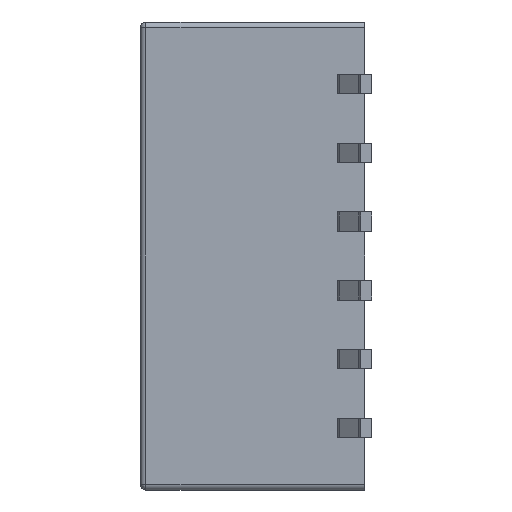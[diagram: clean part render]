
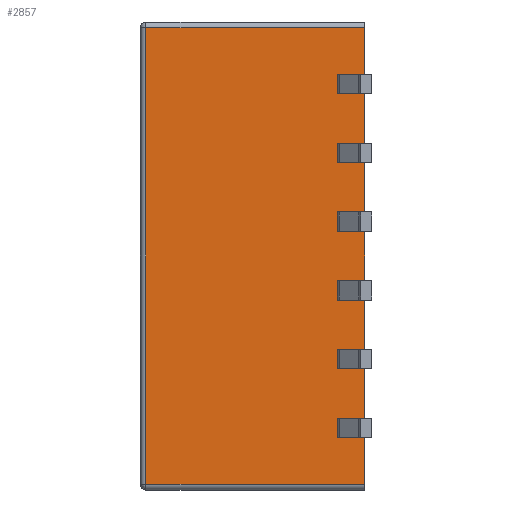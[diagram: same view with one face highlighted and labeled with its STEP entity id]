
A CAD part, left-side view. The second image highlights one B-rep face of the part: STEP entity #2857.
In plain terms, the highlighted planar face has unit normal (-1, 0, 0).
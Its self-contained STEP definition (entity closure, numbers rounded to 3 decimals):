
#19=DIRECTION('',(0.,0.,1.));
#20=VECTOR('',#19,16.6);
#21=CARTESIAN_POINT('',(-7.5,0.,-8.3));
#22=LINE('',#21,#20);
#45=DIRECTION('',(0.,1.,0.));
#46=VECTOR('',#45,0.4);
#47=CARTESIAN_POINT('',(-7.5,0.599,0.9));
#48=LINE('',#47,#46);
#49=DIRECTION('',(0.,0.,1.));
#50=VECTOR('',#49,0.7);
#51=CARTESIAN_POINT('',(-7.5,0.599,0.9));
#52=LINE('',#51,#50);
#53=DIRECTION('',(0.,1.,0.));
#54=VECTOR('',#53,0.4);
#55=CARTESIAN_POINT('',(-7.5,0.599,1.6));
#56=LINE('',#55,#54);
#57=DIRECTION('',(0.,0.,1.));
#58=VECTOR('',#57,0.7);
#59=CARTESIAN_POINT('',(-7.5,0.999,0.9));
#60=LINE('',#59,#58);
#61=DIRECTION('',(0.,1.,0.));
#62=VECTOR('',#61,0.4);
#63=CARTESIAN_POINT('',(-7.5,0.599,-1.6));
#64=LINE('',#63,#62);
#65=DIRECTION('',(0.,0.,1.));
#66=VECTOR('',#65,0.7);
#67=CARTESIAN_POINT('',(-7.5,0.599,-1.6));
#68=LINE('',#67,#66);
#69=DIRECTION('',(0.,1.,0.));
#70=VECTOR('',#69,0.4);
#71=CARTESIAN_POINT('',(-7.5,0.599,-0.9));
#72=LINE('',#71,#70);
#73=DIRECTION('',(0.,0.,1.));
#74=VECTOR('',#73,0.7);
#75=CARTESIAN_POINT('',(-7.5,0.999,-1.6));
#76=LINE('',#75,#74);
#77=DIRECTION('',(0.,1.,0.));
#78=VECTOR('',#77,0.4);
#79=CARTESIAN_POINT('',(-7.5,0.599,-4.1));
#80=LINE('',#79,#78);
#81=DIRECTION('',(0.,0.,1.));
#82=VECTOR('',#81,0.7);
#83=CARTESIAN_POINT('',(-7.5,0.599,-4.1));
#84=LINE('',#83,#82);
#85=DIRECTION('',(0.,1.,0.));
#86=VECTOR('',#85,0.4);
#87=CARTESIAN_POINT('',(-7.5,0.599,-3.4));
#88=LINE('',#87,#86);
#89=DIRECTION('',(0.,0.,1.));
#90=VECTOR('',#89,0.7);
#91=CARTESIAN_POINT('',(-7.5,0.999,-4.1));
#92=LINE('',#91,#90);
#93=DIRECTION('',(0.,1.,0.));
#94=VECTOR('',#93,0.4);
#95=CARTESIAN_POINT('',(-7.5,0.599,-6.6));
#96=LINE('',#95,#94);
#97=DIRECTION('',(0.,0.,1.));
#98=VECTOR('',#97,0.7);
#99=CARTESIAN_POINT('',(-7.5,0.599,-6.6));
#100=LINE('',#99,#98);
#101=DIRECTION('',(0.,1.,0.));
#102=VECTOR('',#101,0.4);
#103=CARTESIAN_POINT('',(-7.5,0.599,-5.9));
#104=LINE('',#103,#102);
#105=DIRECTION('',(0.,0.,1.));
#106=VECTOR('',#105,0.7);
#107=CARTESIAN_POINT('',(-7.5,0.999,-6.6));
#108=LINE('',#107,#106);
#109=DIRECTION('',(0.,1.,0.));
#110=VECTOR('',#109,0.4);
#111=CARTESIAN_POINT('',(-7.5,0.599,3.4));
#112=LINE('',#111,#110);
#113=DIRECTION('',(0.,0.,1.));
#114=VECTOR('',#113,0.7);
#115=CARTESIAN_POINT('',(-7.5,0.599,3.4));
#116=LINE('',#115,#114);
#117=DIRECTION('',(0.,1.,0.));
#118=VECTOR('',#117,0.4);
#119=CARTESIAN_POINT('',(-7.5,0.599,4.1));
#120=LINE('',#119,#118);
#121=DIRECTION('',(0.,0.,1.));
#122=VECTOR('',#121,0.7);
#123=CARTESIAN_POINT('',(-7.5,0.999,3.4));
#124=LINE('',#123,#122);
#125=DIRECTION('',(0.,1.,0.));
#126=VECTOR('',#125,0.4);
#127=CARTESIAN_POINT('',(-7.5,0.599,5.9));
#128=LINE('',#127,#126);
#129=DIRECTION('',(0.,0.,1.));
#130=VECTOR('',#129,0.7);
#131=CARTESIAN_POINT('',(-7.5,0.599,5.9));
#132=LINE('',#131,#130);
#133=DIRECTION('',(0.,1.,0.));
#134=VECTOR('',#133,0.4);
#135=CARTESIAN_POINT('',(-7.5,0.599,6.6));
#136=LINE('',#135,#134);
#137=DIRECTION('',(0.,0.,1.));
#138=VECTOR('',#137,0.7);
#139=CARTESIAN_POINT('',(-7.5,0.999,5.9));
#140=LINE('',#139,#138);
#141=DIRECTION('',(0.,-1.,0.));
#142=VECTOR('',#141,7.946);
#143=CARTESIAN_POINT('',(-7.5,7.946,8.3));
#144=LINE('',#143,#142);
#145=DIRECTION('',(0.,-1.,0.));
#146=VECTOR('',#145,7.946);
#147=CARTESIAN_POINT('',(-7.5,7.946,-8.3));
#148=LINE('',#147,#146);
#149=DIRECTION('',(0.,0.,1.));
#150=VECTOR('',#149,16.6);
#151=CARTESIAN_POINT('',(-7.5,7.946,-8.3));
#152=LINE('',#151,#150);
#2113=CARTESIAN_POINT('',(-7.5,0.599,0.9));
#2114=CARTESIAN_POINT('',(-7.5,0.999,0.9));
#2115=VERTEX_POINT('',#2113);
#2116=VERTEX_POINT('',#2114);
#2117=CARTESIAN_POINT('',(-7.5,0.599,1.6));
#2118=CARTESIAN_POINT('',(-7.5,0.999,1.6));
#2119=VERTEX_POINT('',#2117);
#2120=VERTEX_POINT('',#2118);
#2145=CARTESIAN_POINT('',(-7.5,0.599,-1.6));
#2146=CARTESIAN_POINT('',(-7.5,0.999,-1.6));
#2147=VERTEX_POINT('',#2145);
#2148=VERTEX_POINT('',#2146);
#2149=CARTESIAN_POINT('',(-7.5,0.599,-0.9));
#2150=CARTESIAN_POINT('',(-7.5,0.999,-0.9));
#2151=VERTEX_POINT('',#2149);
#2152=VERTEX_POINT('',#2150);
#2177=CARTESIAN_POINT('',(-7.5,0.599,-4.1));
#2178=CARTESIAN_POINT('',(-7.5,0.999,-4.1));
#2179=VERTEX_POINT('',#2177);
#2180=VERTEX_POINT('',#2178);
#2181=CARTESIAN_POINT('',(-7.5,0.599,-3.4));
#2182=CARTESIAN_POINT('',(-7.5,0.999,-3.4));
#2183=VERTEX_POINT('',#2181);
#2184=VERTEX_POINT('',#2182);
#2209=CARTESIAN_POINT('',(-7.5,0.599,-6.6));
#2210=CARTESIAN_POINT('',(-7.5,0.999,-6.6));
#2211=VERTEX_POINT('',#2209);
#2212=VERTEX_POINT('',#2210);
#2213=CARTESIAN_POINT('',(-7.5,0.599,-5.9));
#2214=CARTESIAN_POINT('',(-7.5,0.999,-5.9));
#2215=VERTEX_POINT('',#2213);
#2216=VERTEX_POINT('',#2214);
#2241=CARTESIAN_POINT('',(-7.5,0.599,3.4));
#2242=CARTESIAN_POINT('',(-7.5,0.999,3.4));
#2243=VERTEX_POINT('',#2241);
#2244=VERTEX_POINT('',#2242);
#2245=CARTESIAN_POINT('',(-7.5,0.599,4.1));
#2246=CARTESIAN_POINT('',(-7.5,0.999,4.1));
#2247=VERTEX_POINT('',#2245);
#2248=VERTEX_POINT('',#2246);
#2273=CARTESIAN_POINT('',(-7.5,0.599,5.9));
#2274=CARTESIAN_POINT('',(-7.5,0.999,5.9));
#2275=VERTEX_POINT('',#2273);
#2276=VERTEX_POINT('',#2274);
#2277=CARTESIAN_POINT('',(-7.5,0.599,6.6));
#2278=CARTESIAN_POINT('',(-7.5,0.999,6.6));
#2279=VERTEX_POINT('',#2277);
#2280=VERTEX_POINT('',#2278);
#2698=CARTESIAN_POINT('',(-7.5,0.,8.3));
#2700=VERTEX_POINT('',#2698);
#2701=CARTESIAN_POINT('',(-7.5,7.946,8.3));
#2702=VERTEX_POINT('',#2701);
#2703=CARTESIAN_POINT('',(-7.5,7.946,-8.3));
#2704=VERTEX_POINT('',#2703);
#2707=CARTESIAN_POINT('',(-7.5,0.,-8.3));
#2709=VERTEX_POINT('',#2707);
#2784=CARTESIAN_POINT('',(-7.5,0.,-8.5));
#2785=DIRECTION('',(-1.,0.,0.));
#2786=DIRECTION('',(0.,0.,1.));
#2787=AXIS2_PLACEMENT_3D('',#2784,#2785,#2786);
#2788=PLANE('',#2787);
#2789=ORIENTED_EDGE('',*,*,#2775,.T.);
#2790=ORIENTED_EDGE('',*,*,#2744,.F.);
#2792=ORIENTED_EDGE('',*,*,#2791,.F.);
#2794=ORIENTED_EDGE('',*,*,#2793,.T.);
#2795=EDGE_LOOP('',(#2789,#2790,#2792,#2794));
#2796=FACE_OUTER_BOUND('',#2795,.F.);
#2798=ORIENTED_EDGE('',*,*,#2797,.F.);
#2800=ORIENTED_EDGE('',*,*,#2799,.T.);
#2802=ORIENTED_EDGE('',*,*,#2801,.T.);
#2804=ORIENTED_EDGE('',*,*,#2803,.F.);
#2805=EDGE_LOOP('',(#2798,#2800,#2802,#2804));
#2806=FACE_BOUND('',#2805,.F.);
#2808=ORIENTED_EDGE('',*,*,#2807,.F.);
#2810=ORIENTED_EDGE('',*,*,#2809,.T.);
#2812=ORIENTED_EDGE('',*,*,#2811,.T.);
#2814=ORIENTED_EDGE('',*,*,#2813,.F.);
#2815=EDGE_LOOP('',(#2808,#2810,#2812,#2814));
#2816=FACE_BOUND('',#2815,.F.);
#2818=ORIENTED_EDGE('',*,*,#2817,.F.);
#2820=ORIENTED_EDGE('',*,*,#2819,.T.);
#2822=ORIENTED_EDGE('',*,*,#2821,.T.);
#2824=ORIENTED_EDGE('',*,*,#2823,.F.);
#2825=EDGE_LOOP('',(#2818,#2820,#2822,#2824));
#2826=FACE_BOUND('',#2825,.F.);
#2828=ORIENTED_EDGE('',*,*,#2827,.F.);
#2830=ORIENTED_EDGE('',*,*,#2829,.T.);
#2832=ORIENTED_EDGE('',*,*,#2831,.T.);
#2834=ORIENTED_EDGE('',*,*,#2833,.F.);
#2835=EDGE_LOOP('',(#2828,#2830,#2832,#2834));
#2836=FACE_BOUND('',#2835,.F.);
#2838=ORIENTED_EDGE('',*,*,#2837,.F.);
#2840=ORIENTED_EDGE('',*,*,#2839,.T.);
#2842=ORIENTED_EDGE('',*,*,#2841,.T.);
#2844=ORIENTED_EDGE('',*,*,#2843,.F.);
#2845=EDGE_LOOP('',(#2838,#2840,#2842,#2844));
#2846=FACE_BOUND('',#2845,.F.);
#2848=ORIENTED_EDGE('',*,*,#2847,.F.);
#2850=ORIENTED_EDGE('',*,*,#2849,.T.);
#2852=ORIENTED_EDGE('',*,*,#2851,.T.);
#2854=ORIENTED_EDGE('',*,*,#2853,.F.);
#2855=EDGE_LOOP('',(#2848,#2850,#2852,#2854));
#2856=FACE_BOUND('',#2855,.F.);
#2744=EDGE_CURVE('',#2709,#2700,#22,.T.);
#2775=EDGE_CURVE('',#2702,#2700,#144,.T.);
#2791=EDGE_CURVE('',#2704,#2709,#148,.T.);
#2793=EDGE_CURVE('',#2704,#2702,#152,.T.);
#2797=EDGE_CURVE('',#2147,#2148,#64,.T.);
#2799=EDGE_CURVE('',#2147,#2151,#68,.T.);
#2801=EDGE_CURVE('',#2151,#2152,#72,.T.);
#2803=EDGE_CURVE('',#2148,#2152,#76,.T.);
#2807=EDGE_CURVE('',#2179,#2180,#80,.T.);
#2809=EDGE_CURVE('',#2179,#2183,#84,.T.);
#2811=EDGE_CURVE('',#2183,#2184,#88,.T.);
#2813=EDGE_CURVE('',#2180,#2184,#92,.T.);
#2817=EDGE_CURVE('',#2211,#2212,#96,.T.);
#2819=EDGE_CURVE('',#2211,#2215,#100,.T.);
#2821=EDGE_CURVE('',#2215,#2216,#104,.T.);
#2823=EDGE_CURVE('',#2212,#2216,#108,.T.);
#2827=EDGE_CURVE('',#2243,#2244,#112,.T.);
#2829=EDGE_CURVE('',#2243,#2247,#116,.T.);
#2831=EDGE_CURVE('',#2247,#2248,#120,.T.);
#2833=EDGE_CURVE('',#2244,#2248,#124,.T.);
#2837=EDGE_CURVE('',#2275,#2276,#128,.T.);
#2839=EDGE_CURVE('',#2275,#2279,#132,.T.);
#2841=EDGE_CURVE('',#2279,#2280,#136,.T.);
#2843=EDGE_CURVE('',#2276,#2280,#140,.T.);
#2847=EDGE_CURVE('',#2115,#2116,#48,.T.);
#2849=EDGE_CURVE('',#2115,#2119,#52,.T.);
#2851=EDGE_CURVE('',#2119,#2120,#56,.T.);
#2853=EDGE_CURVE('',#2116,#2120,#60,.T.);
#2857=ADVANCED_FACE('',(#2796,#2806,#2816,#2826,#2836,#2846,#2856),#2788,.T.);
